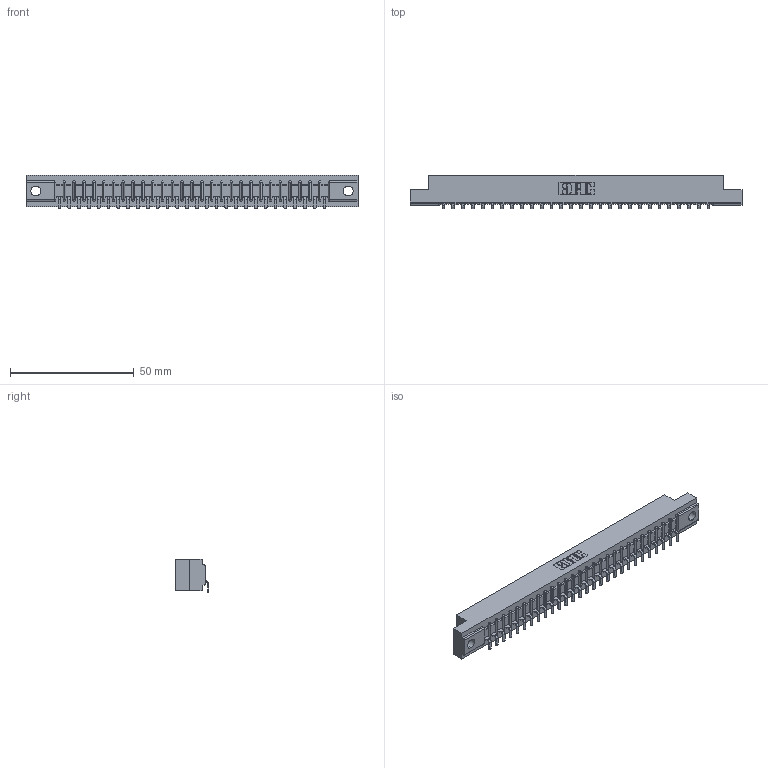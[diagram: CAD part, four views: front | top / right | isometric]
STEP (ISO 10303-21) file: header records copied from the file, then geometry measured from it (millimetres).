
FILE_DESCRIPTION (( 'STEP AP203' ), '1' );
FILE_NAME ('357-028-553-104.STEP', '2018-08-09T06:09:13', ( '' ), ( '' ), 'SwSTEP 2.0', 'SolidWorks 2016', '' );
FILE_SCHEMA (( 'CONFIG_CONTROL_DESIGN' ));
Length unit declared in the file: inch
Products named in the file (3): 307 Part_.156 Dia Mounting Holes; 307-290-002_553; 357-028-553-104
Assembly tree (29 placements, depth 2):
  357-028-553-104
    307 Part_.156 Dia Mounting Holes
    307-290-002_553  x28
Bounding box: 133.96 x 13.32 x 13.5 mm (x, y, z)
Volume: 14124.9 mm3; surface area: 17284.8 mm2
Topology: 29 solids, 29 shells, 2345 faces, 7191 edges, 4714 vertices
Faces by surface type: plane 1400, cylinder 887, sphere 58
Entity records: 27002 total; most frequent: CARTESIAN_POINT 4558, ORIENTED_EDGE 4546, DIRECTION 4427, EDGE_CURVE 2273, VECTOR 1741, LINE 1741, VERTEX_POINT 1474, AXIS2_PLACEMENT_3D 1343
